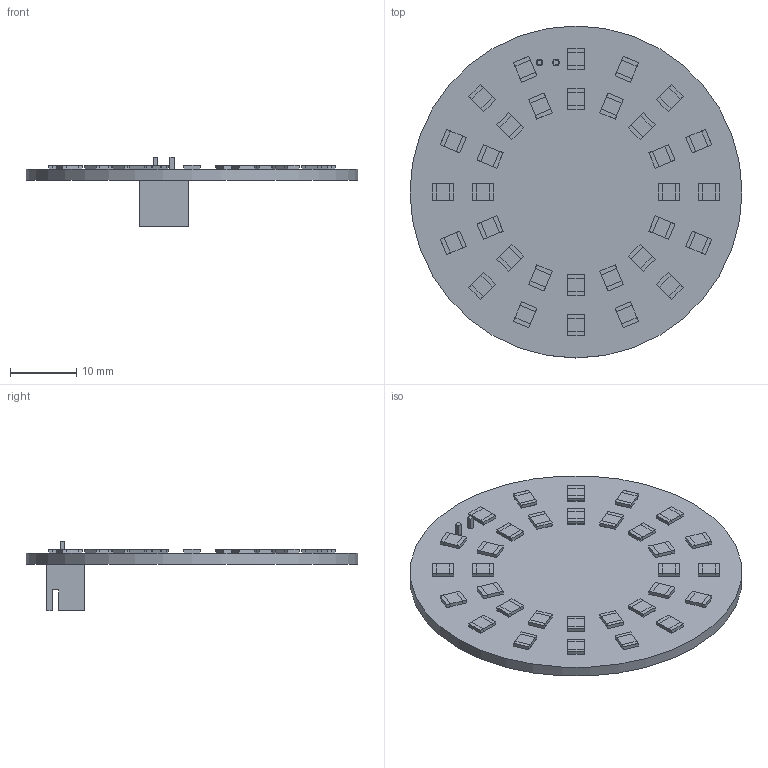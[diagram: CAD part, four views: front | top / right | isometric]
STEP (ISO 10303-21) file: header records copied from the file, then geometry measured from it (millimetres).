
FILE_DESCRIPTION(('Open CASCADE Model'),'2;1');
FILE_NAME('Open CASCADE Shape Model','2024-05-08T12:14:18',('Author'),( 'Open CASCADE'),'Open CASCADE STEP processor 6.8','Open CASCADE 6.8' ,'Unknown');
FILE_SCHEMA(('AUTOMOTIVE_DESIGN { 1 0 10303 214 1 1 1 1 }'));
Length unit declared in the file: millimetre
Products named in the file (68): PCB; Board_lens_heater; R1_lens_heater; 1236974192; Extruded; 1254212752; R2_lens_heater; R3_lens_heater; 1254215952; 1254213008; R4_lens_heater; R5_lens_heater; 1254215696; 100110208; R6_lens_heater; R7_lens_heater; 1254215568; 1254215440; R8_lens_heater; R9_lens_heater; 1238196496; 1238197520; R10_lens_heater; R11_lens_heater; 1254215312; 1254215184; R12_lens_heater; R13_lens_heater; 1254215056; 1254214800; R14_lens_heater; R15_lens_heater; 1254214672; 1254214928; R16_lens_heater; R17_lens_heater; R18_lens_heater; R19_lens_heater; R20_lens_heater; R21_lens_heater ...
Assembly tree (147 placements, depth 4):
  PCB
    Board_lens_heater
    R1_lens_heater
      1236974192  x2
        Extruded
      1254212752
        Extruded
    R2_lens_heater
      1236974192  x2
        Extruded
      1254212752
        Extruded
    R3_lens_heater
      1254215952  x2
        Extruded
      1254213008
        Extruded
    R4_lens_heater
      1254215952  x2
        Extruded
      1254213008
        Extruded
    R5_lens_heater
      1254215696  x2
        Extruded
      100110208
        Extruded
    R6_lens_heater
      1254215696  x2
        Extruded
      100110208
        Extruded
    R7_lens_heater
      1254215568  x2
        Extruded
      1254215440
        Extruded
    R8_lens_heater
      1254215568  x2
        Extruded
      1254215440
        Extruded
    R9_lens_heater
      1238196496  x2
        Extruded
      1238197520
        Extruded
    R10_lens_heater
      1238196496  x2
        Extruded
      1238197520
        Extruded
    R11_lens_heater
      1254215312  x2
        Extruded
      1254215184
        Extruded
    R12_lens_heater
      1254215312  x2
        Extruded
Bounding box: 50 x 50 x 10.4 mm (x, y, z)
Volume: 3596.6 mm3; surface area: 5690.8 mm2
Topology: 98 solids, 98 shells, 621 faces, 1263 edges, 842 vertices
Faces by surface type: plane 618, cylinder 3
Full cylindrical faces by diameter (mm): 1 x2, 50 x1
Entity records: 5896 total; most frequent: DIRECTION 887, CARTESIAN_POINT 794, ORIENTED_EDGE 606, EDGE_CURVE 303, LINE 297, VECTOR 297, AXIS2_PLACEMENT_3D 295, PRODUCT_DEFINITION_SHAPE 215
